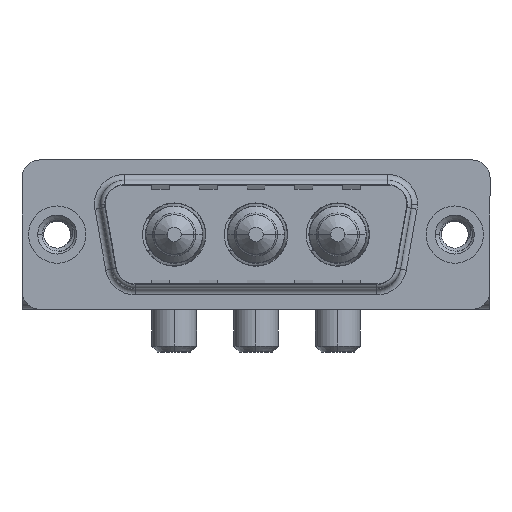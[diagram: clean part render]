
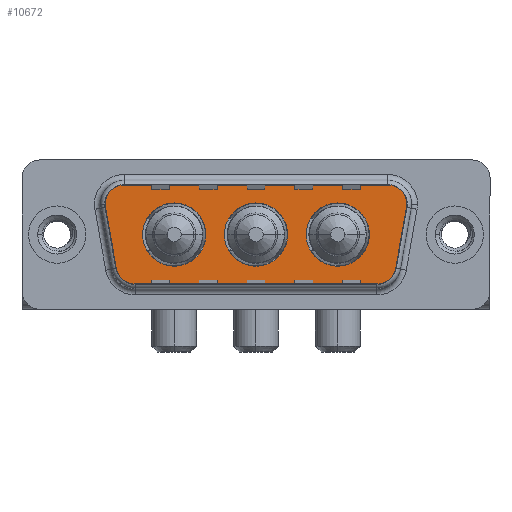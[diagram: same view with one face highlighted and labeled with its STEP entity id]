
A CAD part, top view. The second image highlights one B-rep face of the part: STEP entity #10672.
In plain terms, the highlighted planar face has unit normal (0, 0, 1).
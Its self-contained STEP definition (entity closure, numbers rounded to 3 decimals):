
#196 = CIRCLE ( 'NONE', #7463, 2.65 ) ;
#319 = DIRECTION ( 'NONE',  ( -1., 0., 0. ) ) ;
#446 = CIRCLE ( 'NONE', #6367, 2.65 ) ;
#448 = CIRCLE ( 'NONE', #5716, 2.65 ) ;
#457 = CARTESIAN_POINT ( 'NONE',  ( 27.889, 4.9, 0. ) ) ;
#489 = CIRCLE ( 'NONE', #7962, 2.65 ) ;
#603 = ORIENTED_EDGE ( 'NONE', *, *, #12536, .T. ) ;
#647 = EDGE_CURVE ( 'NONE', #7174, #10053, #8037, .T. ) ;
#735 = ORIENTED_EDGE ( 'NONE', *, *, #12472, .T. ) ;
#908 = AXIS2_PLACEMENT_3D ( 'NONE', #8800, #3554, #2519 ) ;
#999 = VECTOR ( 'NONE', #10633, 1000. ) ;
#1261 = DIRECTION ( 'NONE',  ( 1., 0., 0. ) ) ;
#1339 = DIRECTION ( 'NONE',  ( 0., 0., 1. ) ) ;
#1486 = CARTESIAN_POINT ( 'NONE',  ( 23.5, 0., 0. ) ) ;
#1493 = EDGE_CURVE ( 'NONE', #6894, #10523, #2601, .T. ) ;
#1517 = LINE ( 'NONE', #5702, #9815 ) ;
#1520 = ORIENTED_EDGE ( 'NONE', *, *, #5357, .F. ) ;
#1557 = DIRECTION ( 'NONE',  ( 1., 0., 0. ) ) ;
#1702 = VERTEX_POINT ( 'NONE', #5675 ) ;
#2153 = AXIS2_PLACEMENT_3D ( 'NONE', #12768, #9528, #4408 ) ;
#2216 = DIRECTION ( 'NONE',  ( 0., 0., 1. ) ) ;
#2320 = CIRCLE ( 'NONE', #9829, 2.65 ) ;
#2519 = DIRECTION ( 'NONE',  ( -1., 0., 0. ) ) ;
#2573 = VECTOR ( 'NONE', #7909, 1000. ) ;
#2601 = CIRCLE ( 'NONE', #13613, 2. ) ;
#2638 = CARTESIAN_POINT ( 'NONE',  ( 23.5, 0., 0. ) ) ;
#2647 = VERTEX_POINT ( 'NONE', #7864 ) ;
#2681 = AXIS2_PLACEMENT_3D ( 'NONE', #6720, #13211, #1557 ) ;
#3102 = LINE ( 'NONE', #11527, #999 ) ;
#3229 = EDGE_CURVE ( 'NONE', #8329, #2647, #448, .T. ) ;
#3256 = CARTESIAN_POINT ( 'NONE',  ( 20.85, 0., 0. ) ) ;
#3300 = CARTESIAN_POINT ( 'NONE',  ( 29.859, 2.553, 0. ) ) ;
#3384 = CARTESIAN_POINT ( 'NONE',  ( 5.411, 2.9, 0. ) ) ;
#3529 = AXIS2_PLACEMENT_3D ( 'NONE', #6590, #6374, #10605 ) ;
#3554 = DIRECTION ( 'NONE',  ( 0., 0., 1. ) ) ;
#3603 = DIRECTION ( 'NONE',  ( 1., 0., 0. ) ) ;
#3616 = EDGE_CURVE ( 'NONE', #6270, #5997, #196, .T. ) ;
#3684 = DIRECTION ( 'NONE',  ( 0., 0., 1. ) ) ;
#3694 = CARTESIAN_POINT ( 'NONE',  ( 26.15, 0., 0. ) ) ;
#3999 = CARTESIAN_POINT ( 'NONE',  ( 6.434, -4.9, 0. ) ) ;
#4092 = CARTESIAN_POINT ( 'NONE',  ( 27.889, 2.9, 0. ) ) ;
#4174 = ORIENTED_EDGE ( 'NONE', *, *, #4473, .F. ) ;
#4303 = ORIENTED_EDGE ( 'NONE', *, *, #5592, .T. ) ;
#4317 = ORIENTED_EDGE ( 'NONE', *, *, #6477, .F. ) ;
#4408 = DIRECTION ( 'NONE',  ( 1., 0., 0. ) ) ;
#4434 = CIRCLE ( 'NONE', #2681, 2. ) ;
#4473 = EDGE_CURVE ( 'NONE', #13247, #12977, #446, .T. ) ;
#4653 = VERTEX_POINT ( 'NONE', #10103 ) ;
#4669 = DIRECTION ( 'NONE',  ( 1., 0., 0. ) ) ;
#4733 = VERTEX_POINT ( 'NONE', #12362 ) ;
#5098 = VERTEX_POINT ( 'NONE', #13504 ) ;
#5297 = PLANE ( 'NONE',  #2153 ) ;
#5357 = EDGE_CURVE ( 'NONE', #2647, #8329, #8160, .T. ) ;
#5592 = EDGE_CURVE ( 'NONE', #9278, #5098, #10813, .T. ) ;
#5675 = CARTESIAN_POINT ( 'NONE',  ( 28.836, -3.247, 0. ) ) ;
#5702 = CARTESIAN_POINT ( 'NONE',  ( 29.859, 2.553, 0. ) ) ;
#5712 = ORIENTED_EDGE ( 'NONE', *, *, #1493, .T. ) ;
#5716 = AXIS2_PLACEMENT_3D ( 'NONE', #11678, #2216, #10642 ) ;
#5752 = EDGE_CURVE ( 'NONE', #5098, #7174, #9952, .T. ) ;
#5772 = AXIS2_PLACEMENT_3D ( 'NONE', #3384, #1339, #8423 ) ;
#5869 = ORIENTED_EDGE ( 'NONE', *, *, #6398, .T. ) ;
#5918 = ORIENTED_EDGE ( 'NONE', *, *, #11116, .T. ) ;
#5937 = EDGE_LOOP ( 'NONE', ( #1520, #13654 ) ) ;
#5997 = VERTEX_POINT ( 'NONE', #7789 ) ;
#6111 = ORIENTED_EDGE ( 'NONE', *, *, #647, .T. ) ;
#6270 = VERTEX_POINT ( 'NONE', #12672 ) ;
#6280 = CARTESIAN_POINT ( 'NONE',  ( 5.411, 4.9, 0. ) ) ;
#6292 = ORIENTED_EDGE ( 'NONE', *, *, #5752, .T. ) ;
#6367 = AXIS2_PLACEMENT_3D ( 'NONE', #2638, #11821, #3603 ) ;
#6374 = DIRECTION ( 'NONE',  ( 0., 0., 1. ) ) ;
#6398 = EDGE_CURVE ( 'NONE', #4653, #1702, #4434, .T. ) ;
#6477 = EDGE_CURVE ( 'NONE', #12977, #13247, #489, .T. ) ;
#6590 = CARTESIAN_POINT ( 'NONE',  ( 9.8, 0., 0. ) ) ;
#6649 = DIRECTION ( 'NONE',  ( 1., 0., 0. ) ) ;
#6720 = CARTESIAN_POINT ( 'NONE',  ( 26.866, -2.9, 0. ) ) ;
#6724 = CARTESIAN_POINT ( 'NONE',  ( 6.434, -2.9, 0. ) ) ;
#6888 = CIRCLE ( 'NONE', #5772, 2. ) ;
#6894 = VERTEX_POINT ( 'NONE', #9817 ) ;
#7034 = CARTESIAN_POINT ( 'NONE',  ( 3.441, 2.553, 0. ) ) ;
#7174 = VERTEX_POINT ( 'NONE', #457 ) ;
#7385 = FACE_BOUND ( 'NONE', #5937, .T. ) ;
#7448 = FACE_OUTER_BOUND ( 'NONE', #8521, .T. ) ;
#7463 = AXIS2_PLACEMENT_3D ( 'NONE', #7717, #9937, #4669 ) ;
#7517 = EDGE_CURVE ( 'NONE', #10053, #4733, #6888, .T. ) ;
#7591 = CARTESIAN_POINT ( 'NONE',  ( 16.65, 0., 0. ) ) ;
#7628 = CARTESIAN_POINT ( 'NONE',  ( 7.15, 0., 0. ) ) ;
#7717 = CARTESIAN_POINT ( 'NONE',  ( 16.65, 0., 0. ) ) ;
#7789 = CARTESIAN_POINT ( 'NONE',  ( 14., 0., 0. ) ) ;
#7864 = CARTESIAN_POINT ( 'NONE',  ( 12.45, 0., 0. ) ) ;
#7909 = DIRECTION ( 'NONE',  ( -1., 0., 0. ) ) ;
#7962 = AXIS2_PLACEMENT_3D ( 'NONE', #1486, #3684, #6649 ) ;
#8037 = LINE ( 'NONE', #10955, #2573 ) ;
#8160 = CIRCLE ( 'NONE', #3529, 2.65 ) ;
#8167 = DIRECTION ( 'NONE',  ( 0., 0., 1. ) ) ;
#8329 = VERTEX_POINT ( 'NONE', #7628 ) ;
#8423 = DIRECTION ( 'NONE',  ( 1., 0., 0. ) ) ;
#8521 = EDGE_LOOP ( 'NONE', ( #5869, #603, #4303, #6292, #6111, #13587, #5918, #5712, #735 ) ) ;
#8551 = FACE_BOUND ( 'NONE', #11107, .T. ) ;
#8620 = DIRECTION ( 'NONE',  ( 0., 0., 1. ) ) ;
#8800 = CARTESIAN_POINT ( 'NONE',  ( 27.889, 2.9, 0. ) ) ;
#9239 = LINE ( 'NONE', #7034, #11313 ) ;
#9278 = VERTEX_POINT ( 'NONE', #3300 ) ;
#9528 = DIRECTION ( 'NONE',  ( 0., 0., 1. ) ) ;
#9630 = DIRECTION ( 'NONE',  ( 0., 0., 1. ) ) ;
#9815 = VECTOR ( 'NONE', #9940, 1000. ) ;
#9817 = CARTESIAN_POINT ( 'NONE',  ( 4.464, -3.247, 0. ) ) ;
#9829 = AXIS2_PLACEMENT_3D ( 'NONE', #7591, #8620, #1261 ) ;
#9937 = DIRECTION ( 'NONE',  ( 0., 0., 1. ) ) ;
#9940 = DIRECTION ( 'NONE',  ( 0.174, 0.985, 0. ) ) ;
#9952 = CIRCLE ( 'NONE', #12137, 2. ) ;
#10053 = VERTEX_POINT ( 'NONE', #6280 ) ;
#10103 = CARTESIAN_POINT ( 'NONE',  ( 26.866, -4.9, 0. ) ) ;
#10414 = ORIENTED_EDGE ( 'NONE', *, *, #10684, .F. ) ;
#10523 = VERTEX_POINT ( 'NONE', #3999 ) ;
#10605 = DIRECTION ( 'NONE',  ( 1., 0., 0. ) ) ;
#10633 = DIRECTION ( 'NONE',  ( 1., 0., 0. ) ) ;
#10642 = DIRECTION ( 'NONE',  ( 1., 0., 0. ) ) ;
#10672 = ADVANCED_FACE ( 'NONE', ( #10771, #8551, #7385, #7448 ), #5297, .T. ) ;
#10684 = EDGE_CURVE ( 'NONE', #5997, #6270, #2320, .T. ) ;
#10771 = FACE_BOUND ( 'NONE', #12390, .T. ) ;
#10813 = CIRCLE ( 'NONE', #908, 2. ) ;
#10955 = CARTESIAN_POINT ( 'NONE',  ( 5.411, 4.9, 0. ) ) ;
#11107 = EDGE_LOOP ( 'NONE', ( #4317, #4174 ) ) ;
#11116 = EDGE_CURVE ( 'NONE', #4733, #6894, #9239, .T. ) ;
#11313 = VECTOR ( 'NONE', #13453, 1000. ) ;
#11415 = DIRECTION ( 'NONE',  ( -1., 0., 0. ) ) ;
#11527 = CARTESIAN_POINT ( 'NONE',  ( 6.434, -4.9, 0. ) ) ;
#11678 = CARTESIAN_POINT ( 'NONE',  ( 9.8, 0., 0. ) ) ;
#11821 = DIRECTION ( 'NONE',  ( 0., 0., 1. ) ) ;
#12137 = AXIS2_PLACEMENT_3D ( 'NONE', #4092, #8167, #11415 ) ;
#12362 = CARTESIAN_POINT ( 'NONE',  ( 3.441, 2.553, 0. ) ) ;
#12390 = EDGE_LOOP ( 'NONE', ( #12596, #10414 ) ) ;
#12472 = EDGE_CURVE ( 'NONE', #10523, #4653, #3102, .T. ) ;
#12536 = EDGE_CURVE ( 'NONE', #1702, #9278, #1517, .T. ) ;
#12596 = ORIENTED_EDGE ( 'NONE', *, *, #3616, .F. ) ;
#12672 = CARTESIAN_POINT ( 'NONE',  ( 19.3, 0., 0. ) ) ;
#12768 = CARTESIAN_POINT ( 'NONE',  ( 26.866, -2.9, 0. ) ) ;
#12977 = VERTEX_POINT ( 'NONE', #3694 ) ;
#13211 = DIRECTION ( 'NONE',  ( 0., 0., 1. ) ) ;
#13247 = VERTEX_POINT ( 'NONE', #3256 ) ;
#13453 = DIRECTION ( 'NONE',  ( 0.174, -0.985, 0. ) ) ;
#13504 = CARTESIAN_POINT ( 'NONE',  ( 29.889, 2.9, 0. ) ) ;
#13587 = ORIENTED_EDGE ( 'NONE', *, *, #7517, .T. ) ;
#13613 = AXIS2_PLACEMENT_3D ( 'NONE', #6724, #9630, #319 ) ;
#13654 = ORIENTED_EDGE ( 'NONE', *, *, #3229, .F. ) ;
